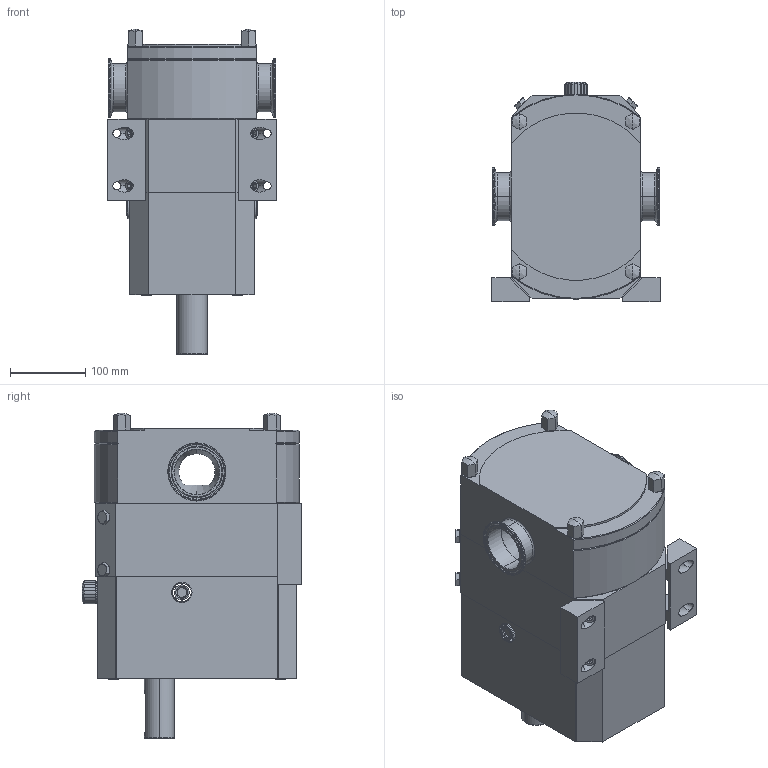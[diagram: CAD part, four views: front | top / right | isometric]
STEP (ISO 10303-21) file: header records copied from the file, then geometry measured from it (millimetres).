
FILE_DESCRIPTION((''),'2;1');
FILE_NAME('FL2100S_2_5_TRI_CLAMP_SW0001','2023-01-23T11:12:33',('DS'),(''),'CREO PARAMETRIC BY PTC INC, 2022281','CREO PARAMETRIC BY PTC INC, 2022281','');
FILE_SCHEMA(('CONFIG_CONTROL_DESIGN'));
Length unit declared in the file: millimetre
Products named in the file (1): FL2100S_2_5_TRI_CLAMP_SW0001
Bounding box: 224.14 x 292.97 x 433.63 mm (x, y, z)
Volume: 13053683.7 mm3; surface area: 585362.5 mm2
Topology: 1 solids, 1 shells, 939 faces, 2324 edges, 1414 vertices
Faces by surface type: plane 321, cylinder 216, torus 208, cone 186, bspline 8
Entity records: 31983 total; most frequent: CARTESIAN_POINT 10368, ORIENTED_EDGE 4616, DIRECTION 4442, EDGE_CURVE 2308, AXIS2_PLACEMENT_3D 1831, VERTEX_POINT 1414, EDGE_LOOP 1000, FACE_OUTER_BOUND 939
